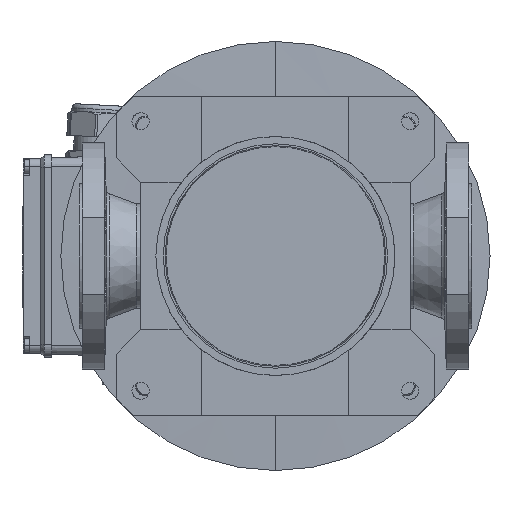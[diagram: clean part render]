
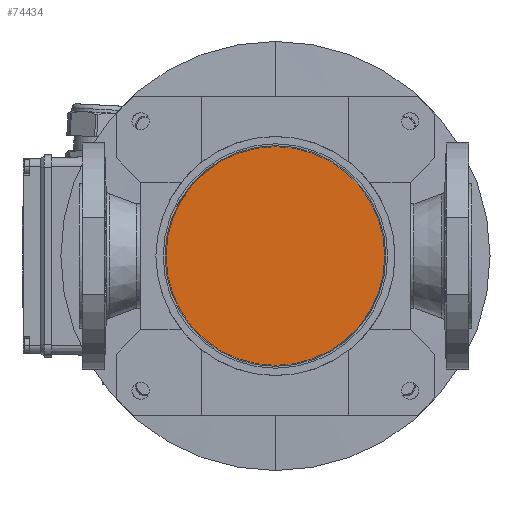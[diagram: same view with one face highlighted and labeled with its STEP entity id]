
A CAD part, front view. The second image highlights one B-rep face of the part: STEP entity #74434.
In plain terms, the highlighted planar face has unit normal (0, -1, 0).
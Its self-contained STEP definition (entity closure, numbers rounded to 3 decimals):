
#7415 = DIRECTION ( 'NONE',  ( 0., 1., 0. ) ) ;
#9197 = DIRECTION ( 'NONE',  ( 0., 1., 0. ) ) ;
#24005 = VERTEX_POINT ( 'NONE', #94099 ) ;
#26279 = ORIENTED_EDGE ( 'NONE', *, *, #37223, .F. ) ;
#30264 = DIRECTION ( 'NONE',  ( 0., -1., 0. ) ) ;
#37223 = EDGE_CURVE ( 'NONE', #50411, #24005, #129156, .T. ) ;
#40234 = DIRECTION ( 'NONE',  ( 0., 0., 1. ) ) ;
#41566 = CARTESIAN_POINT ( 'NONE',  ( 0., -46., 0. ) ) ;
#48700 = CIRCLE ( 'NONE', #132561, 89.214 ) ;
#50411 = VERTEX_POINT ( 'NONE', #72377 ) ;
#50490 = DIRECTION ( 'NONE',  ( 0., 0., -1. ) ) ;
#56240 = EDGE_LOOP ( 'NONE', ( #26279, #80694 ) ) ;
#72377 = CARTESIAN_POINT ( 'NONE',  ( 0., -46., -89.214 ) ) ;
#74434 = ADVANCED_FACE ( 'NONE', ( #90915 ), #99054, .T. ) ;
#75348 = AXIS2_PLACEMENT_3D ( 'NONE', #88974, #7415, #79555 ) ;
#79555 = DIRECTION ( 'NONE',  ( 0., 0., 1. ) ) ;
#80694 = ORIENTED_EDGE ( 'NONE', *, *, #118917, .F. ) ;
#88974 = CARTESIAN_POINT ( 'NONE',  ( 0., -46., 0. ) ) ;
#90915 = FACE_OUTER_BOUND ( 'NONE', #56240, .T. ) ;
#94099 = CARTESIAN_POINT ( 'NONE',  ( 0., -46., 89.214 ) ) ;
#99054 = PLANE ( 'NONE',  #104322 ) ;
#104322 = AXIS2_PLACEMENT_3D ( 'NONE', #130672, #30264, #50490 ) ;
#118917 = EDGE_CURVE ( 'NONE', #24005, #50411, #48700, .T. ) ;
#129156 = CIRCLE ( 'NONE', #75348, 89.214 ) ;
#130672 = CARTESIAN_POINT ( 'NONE',  ( 0., -46., 0. ) ) ;
#132561 = AXIS2_PLACEMENT_3D ( 'NONE', #41566, #9197, #40234 ) ;
